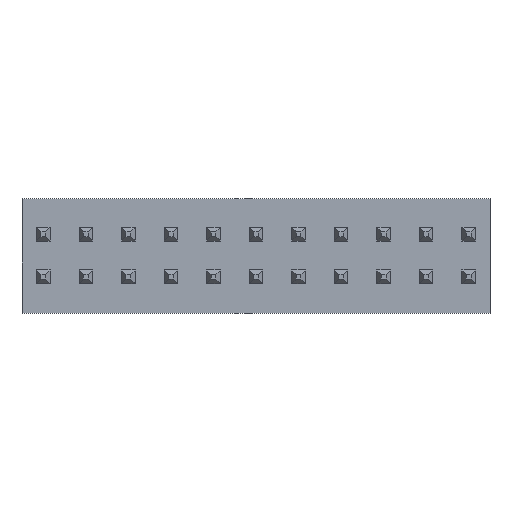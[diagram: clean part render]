
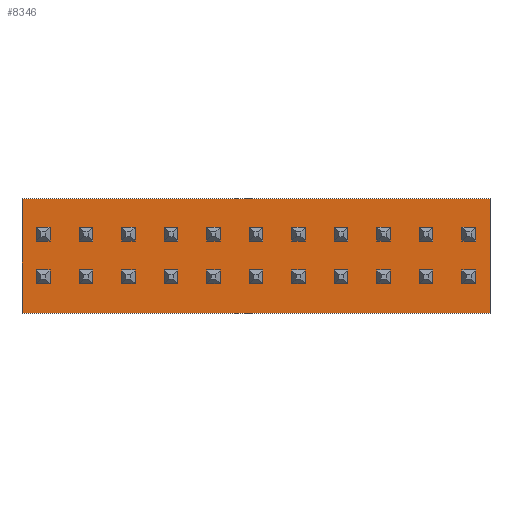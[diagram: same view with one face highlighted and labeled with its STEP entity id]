
A CAD part, top view. The second image highlights one B-rep face of the part: STEP entity #8346.
In plain terms, the highlighted face is planar.
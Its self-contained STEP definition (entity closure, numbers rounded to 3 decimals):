
#8214 = EDGE_CURVE('',#8215,#8217,#8219,.T.);
#8215 = VERTEX_POINT('',#8216);
#8216 = CARTESIAN_POINT('',(-6.985,1.778,-1.715));
#8217 = VERTEX_POINT('',#8218);
#8218 = CARTESIAN_POINT('',(-6.985,1.778,1.715));
#8219 = LINE('',#8220,#8221);
#8220 = CARTESIAN_POINT('',(-6.985,1.778,-1.715));
#8221 = VECTOR('',#8222,1.);
#8222 = DIRECTION('',(0.,0.,1.));
#8254 = EDGE_CURVE('',#8217,#8255,#8257,.T.);
#8255 = VERTEX_POINT('',#8256);
#8256 = CARTESIAN_POINT('',(6.985,1.778,1.715));
#8257 = LINE('',#8258,#8259);
#8258 = CARTESIAN_POINT('',(-6.985,1.778,1.715));
#8259 = VECTOR('',#8260,1.);
#8260 = DIRECTION('',(1.,0.,0.));
#8285 = EDGE_CURVE('',#8255,#8286,#8288,.T.);
#8286 = VERTEX_POINT('',#8287);
#8287 = CARTESIAN_POINT('',(6.985,1.778,-1.715));
#8288 = LINE('',#8289,#8290);
#8289 = CARTESIAN_POINT('',(6.985,1.778,1.715));
#8290 = VECTOR('',#8291,1.);
#8291 = DIRECTION('',(0.,0.,-1.));
#8316 = EDGE_CURVE('',#8286,#8215,#8317,.T.);
#8317 = LINE('',#8318,#8319);
#8318 = CARTESIAN_POINT('',(6.985,1.778,-1.715));
#8319 = VECTOR('',#8320,1.);
#8320 = DIRECTION('',(-1.,0.,0.));
#8346 = ADVANCED_FACE('',(#8347),#8353,.T.);
#8347 = FACE_BOUND('',#8348,.T.);
#8348 = EDGE_LOOP('',(#8349,#8350,#8351,#8352));
#8349 = ORIENTED_EDGE('',*,*,#8214,.T.);
#8350 = ORIENTED_EDGE('',*,*,#8254,.T.);
#8351 = ORIENTED_EDGE('',*,*,#8285,.T.);
#8352 = ORIENTED_EDGE('',*,*,#8316,.T.);
#8353 = PLANE('',#8354);
#8354 = AXIS2_PLACEMENT_3D('',#8355,#8356,#8357);
#8355 = CARTESIAN_POINT('',(0.,1.778,0.));
#8356 = DIRECTION('',(0.,1.,0.));
#8357 = DIRECTION('',(0.,-0.,1.));
